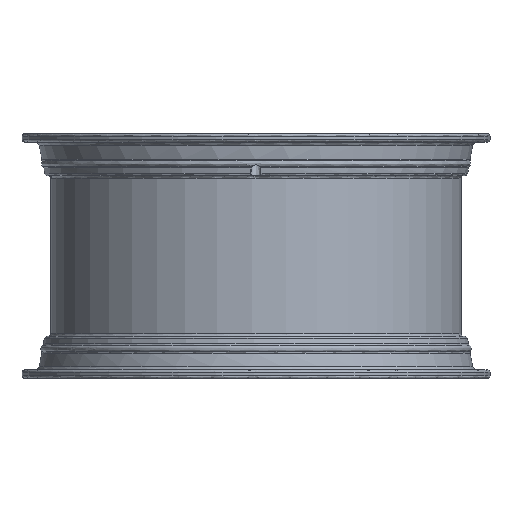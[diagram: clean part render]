
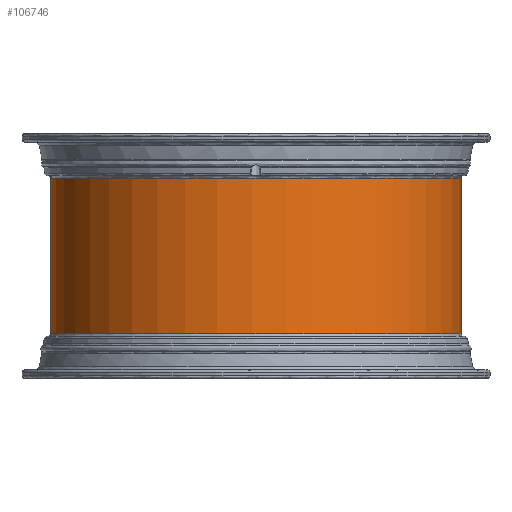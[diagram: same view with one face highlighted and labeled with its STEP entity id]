
A CAD part, front view. The second image highlights one B-rep face of the part: STEP entity #106746.
In plain terms, the highlighted free-form (B-spline) face has degree [2, 1] with [9, 2] control points.
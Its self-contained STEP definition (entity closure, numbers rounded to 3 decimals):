
#1148 = VERTEX_POINT('',#1149);
#1149 = CARTESIAN_POINT('',(189.334,137.559,
    -50.627));
#1155 = EDGE_CURVE('',#1148,#1156,#1158,.T.);
#1156 = VERTEX_POINT('',#1157);
#1157 = CARTESIAN_POINT('',(137.559,-189.334,
    -50.627));
#1158 = ( BOUNDED_CURVE() B_SPLINE_CURVE(2,(#1159,#1160,#1161),
.UNSPECIFIED.,.F.,.F.) B_SPLINE_CURVE_WITH_KNOTS((3,3),(2.199,
3.77),.PIECEWISE_BEZIER_KNOTS.) CURVE() 
GEOMETRIC_REPRESENTATION_ITEM() RATIONAL_B_SPLINE_CURVE((1.,
0.707,1.)) REPRESENTATION_ITEM('') );
#1159 = CARTESIAN_POINT('',(189.334,137.559,
    -50.627));
#1160 = CARTESIAN_POINT('',(326.894,-51.775,
    -50.627));
#1161 = CARTESIAN_POINT('',(137.559,-189.334,
    -50.627));
#1163 = EDGE_CURVE('',#1156,#1148,#1164,.T.);
#1164 = ( BOUNDED_CURVE() B_SPLINE_CURVE(2,(#1165,#1166,#1167,#1168,
#1169),.UNSPECIFIED.,.F.,.F.) B_SPLINE_CURVE_WITH_KNOTS((3,2,3),(
    3.77,6.126,8.482),
.PIECEWISE_BEZIER_KNOTS.) CURVE() GEOMETRIC_REPRESENTATION_ITEM() 
RATIONAL_B_SPLINE_CURVE((1.,0.383,1.,0.383,1.)) 
REPRESENTATION_ITEM('') );
#1165 = CARTESIAN_POINT('',(137.559,-189.334,
    -50.627));
#1166 = CARTESIAN_POINT('',(-319.534,-521.432,
    -50.627));
#1167 = CARTESIAN_POINT('',(-231.149,36.61,
    -50.627));
#1168 = CARTESIAN_POINT('',(-142.763,594.653,
    -50.627));
#1169 = CARTESIAN_POINT('',(189.334,137.559,
    -50.627));
#106746 = ADVANCED_FACE('',(#106747),#106775,.T.);
#106747 = FACE_BOUND('',#106748,.T.);
#106748 = EDGE_LOOP('',(#106749,#106761,#106766,#106767,#106768,#106769)
  );
#106749 = ORIENTED_EDGE('',*,*,#106750,.F.);
#106750 = EDGE_CURVE('',#106751,#106753,#106755,.T.);
#106751 = VERTEX_POINT('',#106752);
#106752 = CARTESIAN_POINT('',(137.559,-189.334,
    -228.394));
#106753 = VERTEX_POINT('',#106754);
#106754 = CARTESIAN_POINT('',(189.334,137.559,
    -228.394));
#106755 = ( BOUNDED_CURVE() B_SPLINE_CURVE(2,(#106756,#106757,#106758,
#106759,#106760),.UNSPECIFIED.,.F.,.F.) B_SPLINE_CURVE_WITH_KNOTS((3,2,3
    ),(3.77,6.126,8.482),
.PIECEWISE_BEZIER_KNOTS.) CURVE() GEOMETRIC_REPRESENTATION_ITEM() 
RATIONAL_B_SPLINE_CURVE((1.,0.383,1.,0.383,1.)) 
REPRESENTATION_ITEM('') );
#106756 = CARTESIAN_POINT('',(137.559,-189.334,
    -228.394));
#106757 = CARTESIAN_POINT('',(-319.534,-521.432,
    -228.394));
#106758 = CARTESIAN_POINT('',(-231.149,36.61,
    -228.394));
#106759 = CARTESIAN_POINT('',(-142.763,594.653,
    -228.394));
#106760 = CARTESIAN_POINT('',(189.334,137.559,
    -228.394));
#106761 = ORIENTED_EDGE('',*,*,#106762,.T.);
#106762 = EDGE_CURVE('',#106751,#1156,#106763,.T.);
#106763 = B_SPLINE_CURVE_WITH_KNOTS('',1,(#106764,#106765),
  .UNSPECIFIED.,.F.,.F.,(2,2),(-93.05,93.05),
  .PIECEWISE_BEZIER_KNOTS.);
#106764 = CARTESIAN_POINT('',(137.559,-189.334,
    -228.394));
#106765 = CARTESIAN_POINT('',(137.559,-189.334,
    -50.627));
#106766 = ORIENTED_EDGE('',*,*,#1163,.T.);
#106767 = ORIENTED_EDGE('',*,*,#1155,.T.);
#106768 = ORIENTED_EDGE('',*,*,#106762,.F.);
#106769 = ORIENTED_EDGE('',*,*,#106770,.F.);
#106770 = EDGE_CURVE('',#106753,#106751,#106771,.T.);
#106771 = ( BOUNDED_CURVE() B_SPLINE_CURVE(2,(#106772,#106773,#106774),
.UNSPECIFIED.,.F.,.F.) B_SPLINE_CURVE_WITH_KNOTS((3,3),(2.199,
3.77),.PIECEWISE_BEZIER_KNOTS.) CURVE() 
GEOMETRIC_REPRESENTATION_ITEM() RATIONAL_B_SPLINE_CURVE((1.,
0.707,1.)) REPRESENTATION_ITEM('') );
#106772 = CARTESIAN_POINT('',(189.334,137.559,
    -228.394));
#106773 = CARTESIAN_POINT('',(326.894,-51.775,
    -228.394));
#106774 = CARTESIAN_POINT('',(137.559,-189.334,
    -228.394));
#106775 = ( BOUNDED_SURFACE() B_SPLINE_SURFACE(2,1,(
    (#106776,#106777)
    ,(#106778,#106779)
    ,(#106780,#106781)
    ,(#106782,#106783)
    ,(#106784,#106785)
    ,(#106786,#106787)
    ,(#106788,#106789)
    ,(#106790,#106791)
    ,(#106792,#106793
)),.UNSPECIFIED.,.T.,.F.,.F.) B_SPLINE_SURFACE_WITH_KNOTS((3,2,2,2,3),(2
    ,2),(-3.142,-2.094,0.,
    2.094,3.142),(-93.05,93.05),.UNSPECIFIED.) 
GEOMETRIC_REPRESENTATION_ITEM() RATIONAL_B_SPLINE_SURFACE((
    (0.75,0.75)
    ,(0.75,0.75)
    ,(1.,1.)
    ,(0.5,0.5)
    ,(1.,1.)
    ,(0.5,0.5)
    ,(1.,1.)
    ,(0.75,0.75)
,(0.75,0.75))) REPRESENTATION_ITEM('') SURFACE() );
#106776 = CARTESIAN_POINT('',(137.559,-189.334,
    -50.627));
#106777 = CARTESIAN_POINT('',(137.559,-189.334,
    -228.394));
#106778 = CARTESIAN_POINT('',(28.247,-268.754,
    -50.627));
#106779 = CARTESIAN_POINT('',(28.247,-268.754,
    -228.394));
#106780 = CARTESIAN_POINT('',(-95.189,-213.797,
    -50.627));
#106781 = CARTESIAN_POINT('',(-95.189,-213.797,
    -228.394));
#106782 = CARTESIAN_POINT('',(-465.496,-48.926,
    -50.627));
#106783 = CARTESIAN_POINT('',(-465.496,-48.926,
    -228.394));
#106784 = CARTESIAN_POINT('',(-137.559,189.334,
    -50.627));
#106785 = CARTESIAN_POINT('',(-137.559,189.334,
    -228.394));
#106786 = CARTESIAN_POINT('',(190.377,427.594,
    -50.627));
#106787 = CARTESIAN_POINT('',(190.377,427.594,
    -228.394));
#106788 = CARTESIAN_POINT('',(232.748,24.463,
    -50.627));
#106789 = CARTESIAN_POINT('',(232.748,24.463,
    -228.394));
#106790 = CARTESIAN_POINT('',(246.872,-109.914,
    -50.627));
#106791 = CARTESIAN_POINT('',(246.872,-109.914,
    -228.394));
#106792 = CARTESIAN_POINT('',(137.559,-189.334,
    -50.627));
#106793 = CARTESIAN_POINT('',(137.559,-189.334,
    -228.394));
